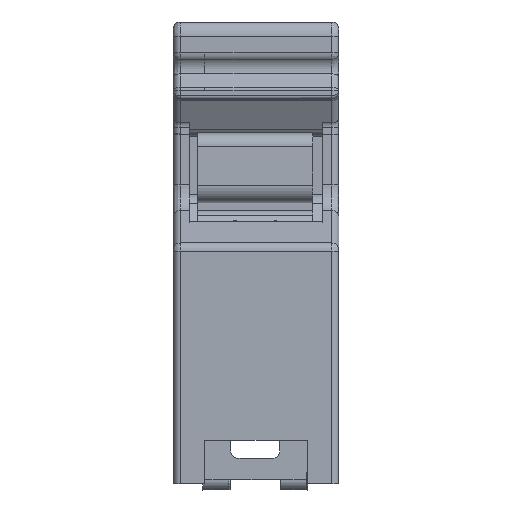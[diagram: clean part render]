
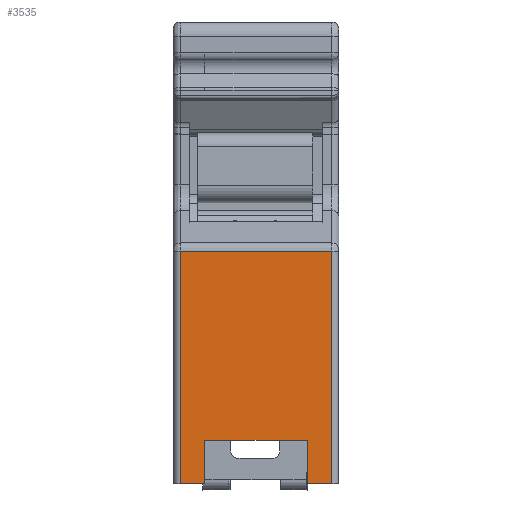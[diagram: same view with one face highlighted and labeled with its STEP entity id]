
A CAD part, front view. The second image highlights one B-rep face of the part: STEP entity #3535.
In plain terms, the highlighted planar face has unit normal (0, -1, 0).
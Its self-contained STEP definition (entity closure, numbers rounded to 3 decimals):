
#838=CARTESIAN_POINT('',(10.8,-33.86,-32.));
#839=VERTEX_POINT('',#838);
#847=CARTESIAN_POINT('',(9.1,-33.86,-32.));
#848=VERTEX_POINT('',#847);
#849=CARTESIAN_POINT('',(10.8,-33.86,-32.));
#850=DIRECTION('',(-1.,0.,0.));
#851=VECTOR('',#850,1.7);
#852=LINE('',#849,#851);
#853=EDGE_CURVE('',#839,#848,#852,.T.);
#3453=CARTESIAN_POINT('',(10.8,-33.86,-15.893));
#3454=VERTEX_POINT('',#3453);
#3455=CARTESIAN_POINT('',(10.8,-33.86,-15.893));
#3456=DIRECTION('',(0.,0.,-1.));
#3457=VECTOR('',#3456,16.107);
#3458=LINE('',#3455,#3457);
#3459=EDGE_CURVE('',#3454,#839,#3458,.T.);
#3480=CARTESIAN_POINT('',(5.75,-33.86,-23.946));
#3481=DIRECTION('',(0.,0.,-1.));
#3482=DIRECTION('',(0.,-1.,0.));
#3483=AXIS2_PLACEMENT_3D('',#3480,#3482,#3481);
#3484=PLANE('',#3483);
#3485=ORIENTED_EDGE('',*,*,#853,.F.);
#3486=ORIENTED_EDGE('',*,*,#3459,.F.);
#3487=CARTESIAN_POINT('',(0.3,-33.86,-15.893));
#3488=VERTEX_POINT('',#3487);
#3489=CARTESIAN_POINT('',(0.3,-33.86,-15.893));
#3490=DIRECTION('',(1.,0.,0.));
#3491=VECTOR('',#3490,10.5);
#3492=LINE('',#3489,#3491);
#3493=EDGE_CURVE('',#3488,#3454,#3492,.T.);
#3494=ORIENTED_EDGE('',*,*,#3493,.F.);
#3495=CARTESIAN_POINT('',(0.3,-33.86,-32.));
#3496=VERTEX_POINT('',#3495);
#3497=CARTESIAN_POINT('',(0.3,-33.86,-15.893));
#3498=DIRECTION('',(0.,0.,-1.));
#3499=VECTOR('',#3498,16.107);
#3500=LINE('',#3497,#3499);
#3501=EDGE_CURVE('',#3488,#3496,#3500,.T.);
#3502=ORIENTED_EDGE('',*,*,#3501,.T.);
#3503=CARTESIAN_POINT('',(2.,-33.86,-32.));
#3504=VERTEX_POINT('',#3503);
#3505=CARTESIAN_POINT('',(0.3,-33.86,-32.));
#3506=DIRECTION('',(1.,0.,0.));
#3507=VECTOR('',#3506,1.7);
#3508=LINE('',#3505,#3507);
#3509=EDGE_CURVE('',#3496,#3504,#3508,.T.);
#3510=ORIENTED_EDGE('',*,*,#3509,.T.);
#3511=CARTESIAN_POINT('',(2.,-33.86,-29.));
#3512=VERTEX_POINT('',#3511);
#3513=CARTESIAN_POINT('',(2.,-33.86,-29.));
#3514=DIRECTION('',(0.,0.,-1.));
#3515=VECTOR('',#3514,3.);
#3516=LINE('',#3513,#3515);
#3517=EDGE_CURVE('',#3512,#3504,#3516,.T.);
#3518=ORIENTED_EDGE('',*,*,#3517,.F.);
#3519=CARTESIAN_POINT('',(9.1,-33.86,-29.));
#3520=VERTEX_POINT('',#3519);
#3521=CARTESIAN_POINT('',(2.,-33.86,-29.));
#3522=DIRECTION('',(1.,0.,0.));
#3523=VECTOR('',#3522,7.1);
#3524=LINE('',#3521,#3523);
#3525=EDGE_CURVE('',#3512,#3520,#3524,.T.);
#3526=ORIENTED_EDGE('',*,*,#3525,.T.);
#3527=CARTESIAN_POINT('',(9.1,-33.86,-29.));
#3528=DIRECTION('',(0.,0.,-1.));
#3529=VECTOR('',#3528,3.);
#3530=LINE('',#3527,#3529);
#3531=EDGE_CURVE('',#3520,#848,#3530,.T.);
#3532=ORIENTED_EDGE('',*,*,#3531,.T.);
#3533=EDGE_LOOP('',(#3485,#3486,#3494,#3502,#3510,#3518,#3526,#3532));
#3534=FACE_OUTER_BOUND('',#3533,.T.);
#3535=ADVANCED_FACE('',(#3534),#3484,.T.);
